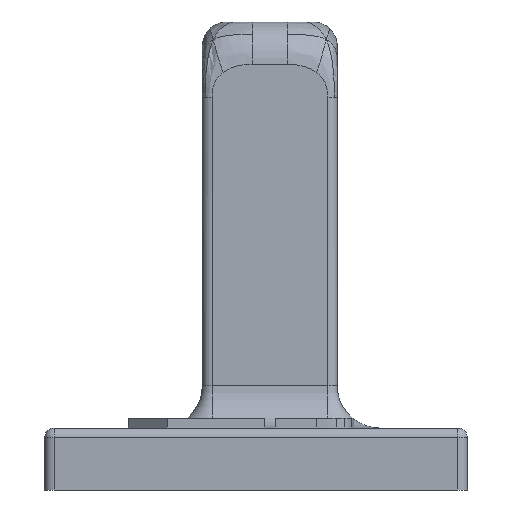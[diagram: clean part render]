
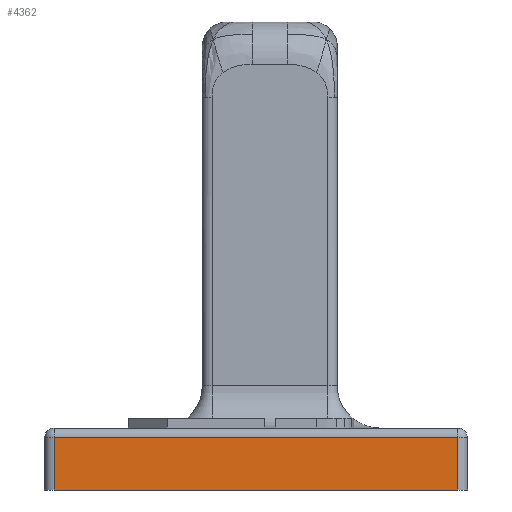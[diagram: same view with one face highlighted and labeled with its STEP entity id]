
A CAD part, left-side view. The second image highlights one B-rep face of the part: STEP entity #4362.
In plain terms, the highlighted planar face has unit normal (-1, 0, 0).
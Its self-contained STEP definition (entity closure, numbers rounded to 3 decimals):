
#63=PLANE('',#4730);
#331=LINE('',#9669,#706);
#333=LINE('',#9676,#708);
#336=LINE('',#9683,#711);
#340=LINE('',#9693,#715);
#706=VECTOR('',#5392,10.);
#708=VECTOR('',#5400,10.);
#711=VECTOR('',#5407,10.);
#715=VECTOR('',#5419,10.);
#1062=FACE_OUTER_BOUND('',#1323,.T.);
#1323=EDGE_LOOP('',(#3493,#3494,#3495,#3496));
#2032=VERTEX_POINT('',#9656);
#2033=VERTEX_POINT('',#9663);
#2036=VERTEX_POINT('',#9674);
#2037=VERTEX_POINT('',#9679);
#2566=EDGE_CURVE('',#2033,#2032,#331,.T.);
#2569=EDGE_CURVE('',#2036,#2033,#333,.T.);
#2573=EDGE_CURVE('',#2032,#2037,#336,.T.);
#2578=EDGE_CURVE('',#2036,#2037,#340,.T.);
#3493=ORIENTED_EDGE('',*,*,#2573,.F.);
#3494=ORIENTED_EDGE('',*,*,#2566,.F.);
#3495=ORIENTED_EDGE('',*,*,#2569,.F.);
#3496=ORIENTED_EDGE('',*,*,#2578,.T.);
#4362=ADVANCED_FACE('',(#1062),#63,.T.);
#4730=AXIS2_PLACEMENT_3D('',#9722,#5438,#5439);
#5392=DIRECTION('',(0.,-1.,0.));
#5400=DIRECTION('',(0.,0.,1.));
#5407=DIRECTION('',(0.,0.,-1.));
#5419=DIRECTION('',(0.,-1.,0.));
#5438=DIRECTION('center_axis',(-1.,0.,0.));
#5439=DIRECTION('ref_axis',(0.,-1.,0.));
#9656=CARTESIAN_POINT('',(-42.75,-20.675,5.35));
#9663=CARTESIAN_POINT('',(-42.75,20.675,5.35));
#9669=CARTESIAN_POINT('',(-42.75,10.838,5.35));
#9674=CARTESIAN_POINT('',(-42.75,20.675,0.));
#9676=CARTESIAN_POINT('',(-42.75,20.675,0.));
#9679=CARTESIAN_POINT('',(-42.75,-20.675,0.));
#9683=CARTESIAN_POINT('',(-42.75,-20.675,0.));
#9693=CARTESIAN_POINT('',(-42.75,21.675,0.));
#9722=CARTESIAN_POINT('Origin',(-42.75,21.675,0.));
